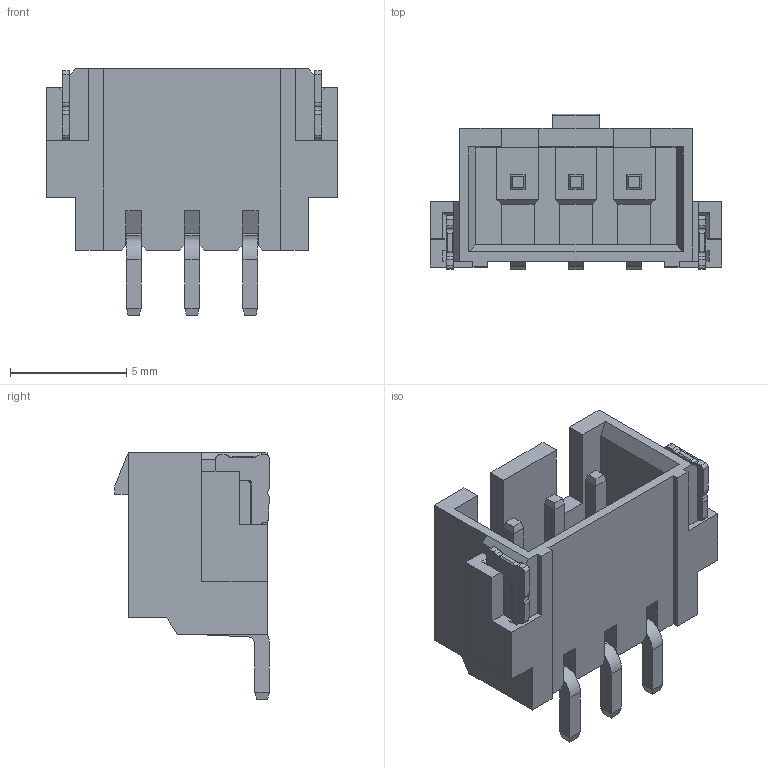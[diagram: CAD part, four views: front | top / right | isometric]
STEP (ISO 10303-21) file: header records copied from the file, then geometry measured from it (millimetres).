
FILE_DESCRIPTION((''),'2;1');
FILE_NAME('250-WTB-M-RA-SMT-CONN-3P','2020-07-06T',('Administrator'),(''),'PRO/ENGINEER BY PARAMETRIC TECHNOLOGY CORPORATION, 2009440','PRO/ENGINEER BY PARAMETRIC TECHNOLOGY CORPORATION, 2009440','');
FILE_SCHEMA(('CONFIG_CONTROL_DESIGN'));
Length unit declared in the file: millimetre
Products named in the file (1): 250-WTB-M-RA-SMT-CONN-3P
Bounding box: 12.5 x 6.65 x 10.6 mm (x, y, z)
Volume: 249.4 mm3; surface area: 681.7 mm2
Topology: 1 solids, 1 shells, 326 faces, 907 edges, 582 vertices
Faces by surface type: plane 269, cylinder 57
Entity records: 10319 total; most frequent: CARTESIAN_POINT 1843, ORIENTED_EDGE 1814, DIRECTION 1669, EDGE_CURVE 907, VECTOR 781, LINE 781, VERTEX_POINT 582, AXIS2_PLACEMENT_3D 444
